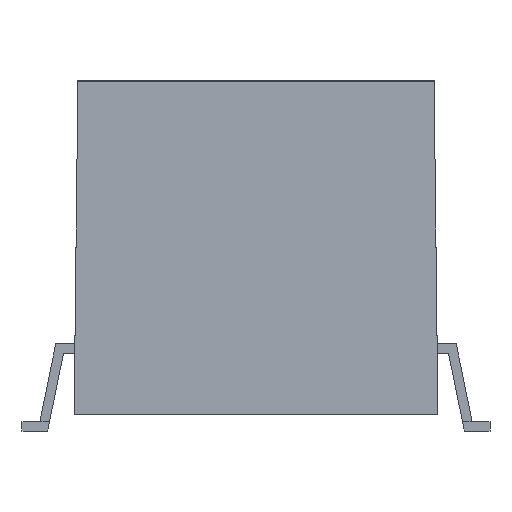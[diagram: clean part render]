
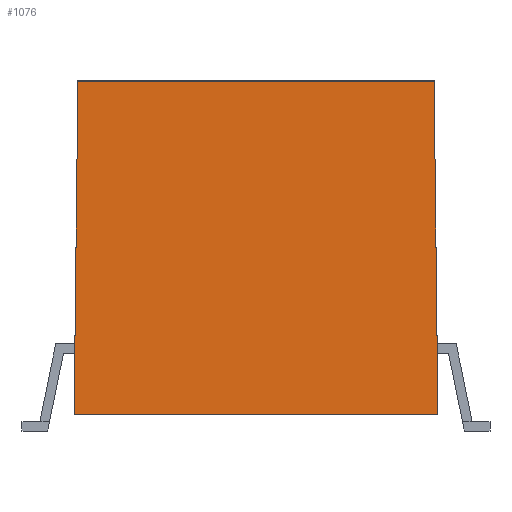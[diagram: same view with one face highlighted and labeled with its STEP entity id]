
A CAD part, left-side view. The second image highlights one B-rep face of the part: STEP entity #1076.
In plain terms, the highlighted planar face has unit normal (-1, 0, 0.017).
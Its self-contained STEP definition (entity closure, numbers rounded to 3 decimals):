
#1076 = ADVANCED_FACE( '', ( #2239 ), #2240, .F. );
#2239 = FACE_OUTER_BOUND( '', #3483, .T. );
#2240 = PLANE( '', #3484 );
#3483 = EDGE_LOOP( '', ( #7289, #7290, #7291, #7292 ) );
#3484 = AXIS2_PLACEMENT_3D( '', #7293, #7294, #7295 );
#7289 = ORIENTED_EDGE( '', *, *, #7989, .F. );
#7290 = ORIENTED_EDGE( '', *, *, #8129, .F. );
#7291 = ORIENTED_EDGE( '', *, *, #8623, .F. );
#7292 = ORIENTED_EDGE( '', *, *, #8507, .T. );
#7293 = CARTESIAN_POINT( '', ( -7.65, 15.292, -4.8 ) );
#7294 = DIRECTION( '', ( 1., 0., -0.017 ) );
#7295 = DIRECTION( '', ( -0.017, 0., -1. ) );
#7989 = EDGE_CURVE( '', #9513, #9515, #9516, .T. );
#8129 = EDGE_CURVE( '', #9746, #9513, #9747, .T. );
#8507 = EDGE_CURVE( '', #10359, #9515, #10360, .T. );
#8623 = EDGE_CURVE( '', #10359, #9746, #10536, .T. );
#9513 = VERTEX_POINT( '', #11930 );
#9515 = VERTEX_POINT( '', #11933 );
#9516 = LINE( '', #11934, #11935 );
#9746 = VERTEX_POINT( '', #12430 );
#9747 = LINE( '', #12431, #12432 );
#10359 = VERTEX_POINT( '', #13998 );
#10360 = LINE( '', #13999, #14000 );
#10536 = LINE( '', #14349, #14350 );
#11930 = CARTESIAN_POINT( '', ( -7.5, -4.7, 3.98 ) );
#11933 = CARTESIAN_POINT( '', ( -7.65, -4.8, -4.8 ) );
#11934 = CARTESIAN_POINT( '', ( -7.646, -4.797, -4.572 ) );
#11935 = VECTOR( '', #15843, 1000. );
#12430 = CARTESIAN_POINT( '', ( -7.5, 4.7, 3.98 ) );
#12431 = CARTESIAN_POINT( '', ( -7.5, 15.292, 3.98 ) );
#12432 = VECTOR( '', #15936, 1000. );
#13998 = CARTESIAN_POINT( '', ( -7.65, 4.8, -4.8 ) );
#13999 = CARTESIAN_POINT( '', ( -7.65, 4.8, -4.8 ) );
#14000 = VECTOR( '', #16185, 1000. );
#14349 = CARTESIAN_POINT( '', ( -7.652, 4.801, -4.919 ) );
#14350 = VECTOR( '', #16253, 1000. );
#15843 = DIRECTION( '', ( -0.017, -0.011, -1. ) );
#15936 = DIRECTION( '', ( 0., -1., 0. ) );
#16185 = DIRECTION( '', ( 0., -1., 0. ) );
#16253 = DIRECTION( '', ( 0.017, -0.011, 1. ) );
